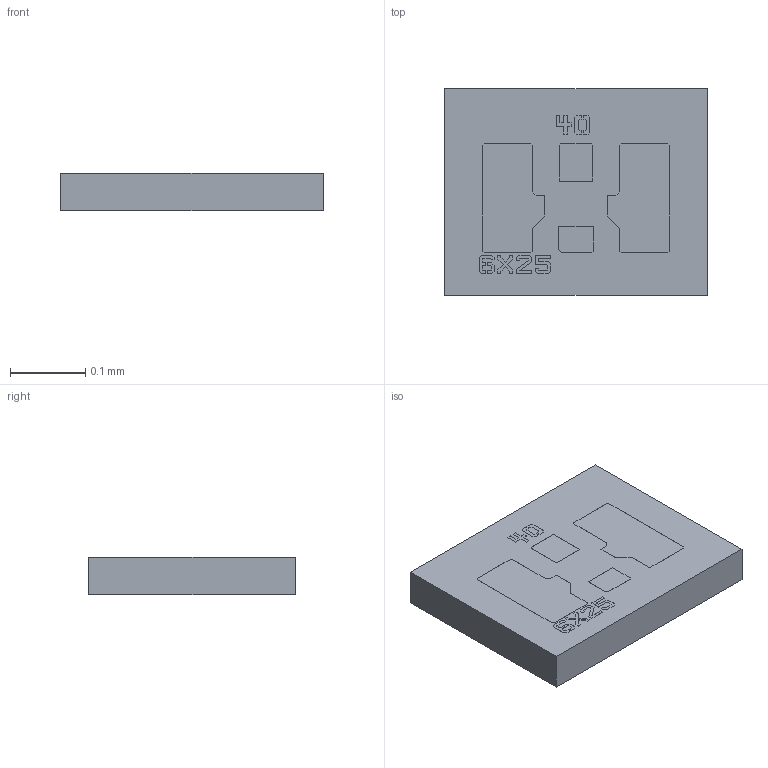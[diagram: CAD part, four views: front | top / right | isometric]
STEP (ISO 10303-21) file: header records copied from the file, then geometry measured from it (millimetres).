
FILE_DESCRIPTION((''),'2;1');
FILE_NAME('H2-150.stp','2011-11-13T09:06:10',('pamacdonald'),(''),'Autodesk Inventor 2011','Autodesk Inventor 2011','');
FILE_SCHEMA(('AUTOMOTIVE_DESIGN { 1 0 10303 214 1 1 1 1 }'));
Length unit declared in the file: inch
Products named in the file (1): H2-150
Bounding box: 0.35 x 0.28 x 0.05 mm (x, y, z)
Volume: 0 mm3; surface area: 0.3 mm2
Topology: 1 solids, 1 shells, 185 faces, 513 edges, 342 vertices
Faces by surface type: plane 185
Entity records: 5841 total; most frequent: CARTESIAN_POINT 1041, ORIENTED_EDGE 1026, DIRECTION 885, VECTOR 513, LINE 513, EDGE_CURVE 513, VERTEX_POINT 342, EDGE_LOOP 197
